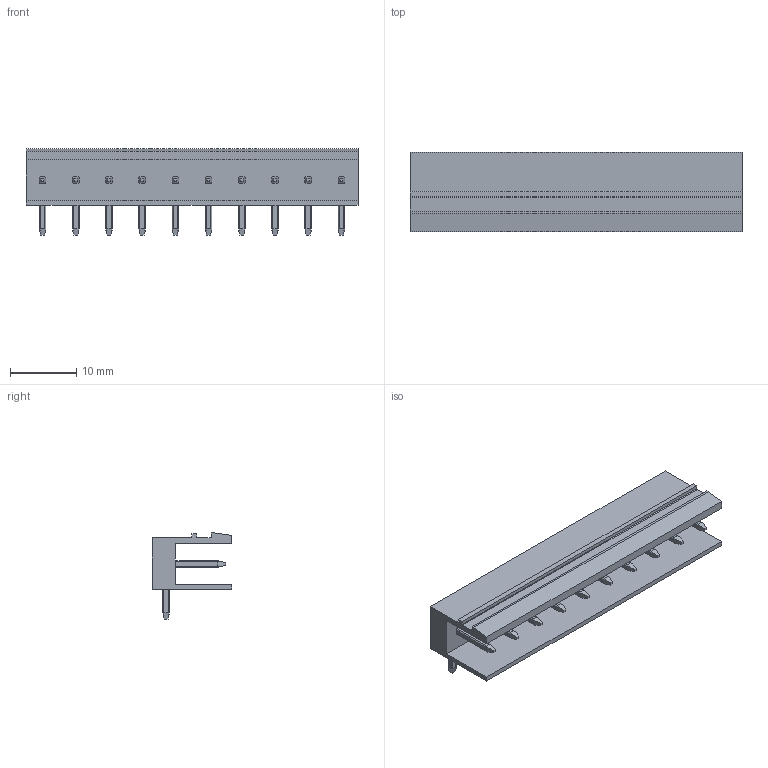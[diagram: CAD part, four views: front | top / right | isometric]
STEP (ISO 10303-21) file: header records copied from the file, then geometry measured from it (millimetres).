
FILE_DESCRIPTION(('CATIA V5 STEP Exchange','CAx-IF Rec.Pracs.--- Model Styling and Organization---1.4--- 2014-01-23'),'2;1');
FILE_NAME ('D1487385_0_1626060000_1626060000.stp','2021-05-17T09:51:06+00:00',('none'),('Weidmueller'),'CATIA Version 5-6 Release 2016 SP3 HF44','CATIA V5 STEP AP214','none');
FILE_SCHEMA(('AUTOMOTIVE_DESIGN { 1 0 10303 214 1 1 1 1 }'));
Length unit declared in the file: millimetre
Products named in the file (1): 1626060000
Bounding box: 50 x 12 x 13 mm (x, y, z)
Volume: 2250.6 mm3; surface area: 3814.3 mm2
Topology: 11 solids, 11 shells, 399 faces, 1111 edges, 734 vertices
Faces by surface type: plane 237, cylinder 162
Entity records: 12871 total; most frequent: CARTESIAN_POINT 2948, ORIENTED_EDGE 2222, DIRECTION 1515, EDGE_CURVE 1111, VECTOR 787, LINE 787, VERTEX_POINT 734, EDGE_LOOP 419
